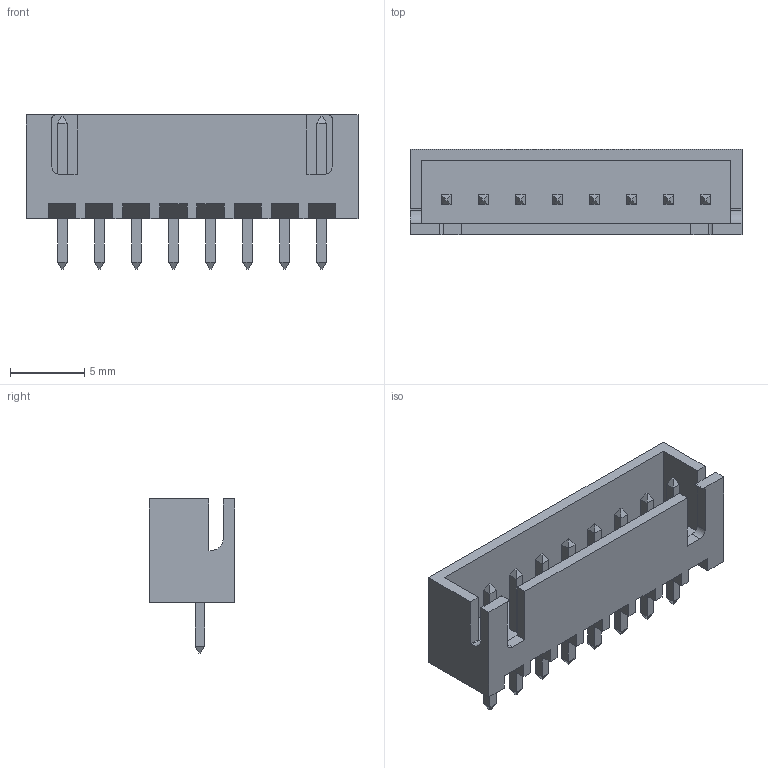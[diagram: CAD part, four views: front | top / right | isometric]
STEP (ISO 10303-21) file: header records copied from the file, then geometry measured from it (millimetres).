
FILE_DESCRIPTION(('FreeCAD Model'),'2;1');
FILE_NAME('B8B-XH-A.step', '2019-08-19T01:00:59',('Author'),(''), 'Open CASCADE STEP processor 6.8','FreeCAD','Unknown');
FILE_SCHEMA(('AUTOMOTIVE_DESIGN_CC2 { 1 2 10303 214 -1 1 5 4 }'));
Length unit declared in the file: millimetre
Products named in the file (1): B8B-XH-A
Bounding box: 22.4 x 5.75 x 10.4 mm (x, y, z)
Volume: 438.2 mm3; surface area: 1052.6 mm2
Topology: 1 solids, 1 shells, 222 faces, 548 edges, 344 vertices
Faces by surface type: plane 216, cylinder 6
Entity records: 7919 total; most frequent: CARTESIAN_POINT 1115, ORIENTED_EDGE 1096, DIRECTION 1006, EDGE_CURVE 548, LINE 536, VECTOR 536, VERTEX_POINT 344, FACE_BOUND 238
